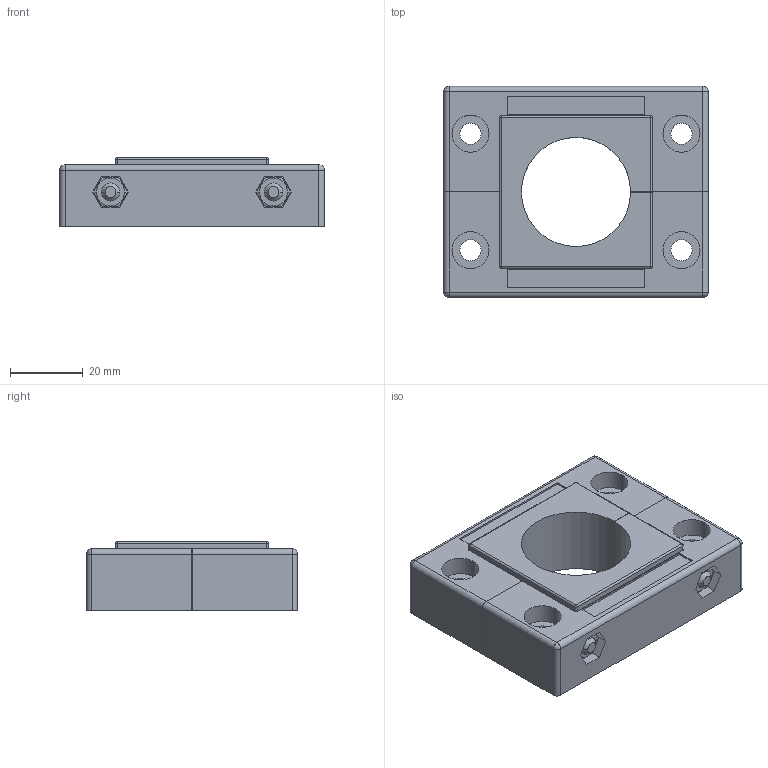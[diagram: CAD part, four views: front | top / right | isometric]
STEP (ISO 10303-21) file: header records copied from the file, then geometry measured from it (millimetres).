
FILE_DESCRIPTION(('STEP AP242'),'1');
FILE_NAME('42206.stp','2020-06-03T12:41:06',('TraceParts'),('TraceParts S.A.'),'Spatial InterOp 3D',' ',' ');
FILE_SCHEMA(('AP242_MANAGED_MODEL_BASED_3D_ENGINEERING_MIM_LF {1 0 10303 442 1 1 4}'));
Length unit declared in the file: millimetre
Products named in the file (1): 42206_1
Bounding box: 72.8 x 58 x 19 mm (x, y, z)
Volume: 61039.4 mm3; surface area: 26857.7 mm2
Topology: 7 solids, 7 shells, 218 faces, 506 edges, 308 vertices
Faces by surface type: plane 113, cylinder 73, cone 20, sphere 8, torus 4
Entity records: 6207 total; most frequent: CARTESIAN_POINT 1187, DIRECTION 1062, ORIENTED_EDGE 996, EDGE_CURVE 498, AXIS2_PLACEMENT_3D 375, LINE 312, VECTOR 312, VERTEX_POINT 308
